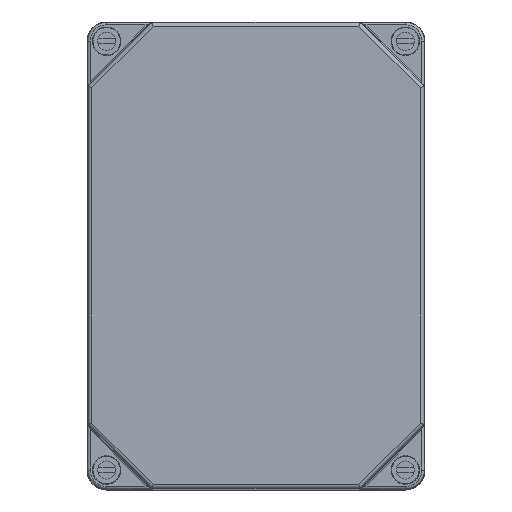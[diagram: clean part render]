
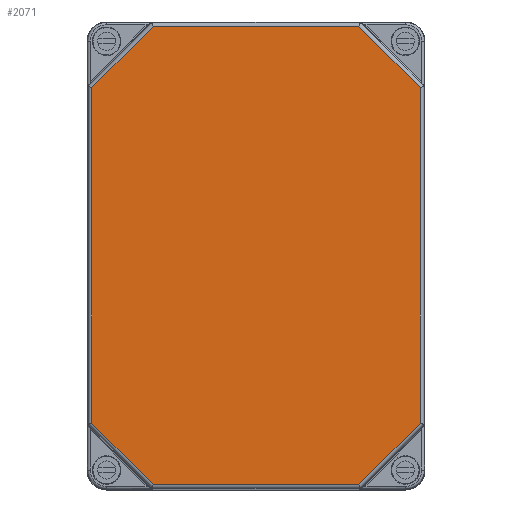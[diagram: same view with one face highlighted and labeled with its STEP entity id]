
A CAD part, top view. The second image highlights one B-rep face of the part: STEP entity #2071.
In plain terms, the highlighted planar face has unit normal (0, 0, 1).
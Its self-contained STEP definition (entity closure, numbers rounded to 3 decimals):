
#2071 = ADVANCED_FACE( '', ( #4287 ), #4288, .T. );
#4287 = FACE_OUTER_BOUND( '', #6482, .T. );
#4288 = PLANE( '', #6483 );
#6482 = EDGE_LOOP( '', ( #12166, #12167, #12168, #12169, #12170, #12171, #12172, #12173 ) );
#6483 = AXIS2_PLACEMENT_3D( '', #12174, #12175, #12176 );
#12166 = ORIENTED_EDGE( '', *, *, #14149, .T. );
#12167 = ORIENTED_EDGE( '', *, *, #14053, .F. );
#12168 = ORIENTED_EDGE( '', *, *, #13523, .T. );
#12169 = ORIENTED_EDGE( '', *, *, #13198, .F. );
#12170 = ORIENTED_EDGE( '', *, *, #14301, .T. );
#12171 = ORIENTED_EDGE( '', *, *, #14083, .T. );
#12172 = ORIENTED_EDGE( '', *, *, #13592, .T. );
#12173 = ORIENTED_EDGE( '', *, *, #13907, .T. );
#12174 = CARTESIAN_POINT( '', ( 0., 0., 92.5 ) );
#12175 = DIRECTION( '', ( 0., 0., 1. ) );
#12176 = DIRECTION( '', ( 1., 0., 0. ) );
#13198 = EDGE_CURVE( '', #16090, #16093, #16094, .T. );
#13523 = EDGE_CURVE( '', #16560, #16093, #16561, .T. );
#13592 = EDGE_CURVE( '', #16654, #16655, #16656, .T. );
#13907 = EDGE_CURVE( '', #16655, #17079, #17081, .T. );
#14053 = EDGE_CURVE( '', #16560, #17271, #17272, .T. );
#14083 = EDGE_CURVE( '', #17305, #16654, #17306, .T. );
#14149 = EDGE_CURVE( '', #17079, #17271, #17386, .T. );
#14301 = EDGE_CURVE( '', #16090, #17305, #17558, .T. );
#16090 = VERTEX_POINT( '', #19945 );
#16093 = VERTEX_POINT( '', #19948 );
#16094 = LINE( '', #19949, #19950 );
#16560 = VERTEX_POINT( '', #20636 );
#16561 = LINE( '', #20637, #20638 );
#16654 = VERTEX_POINT( '', #20767 );
#16655 = VERTEX_POINT( '', #20768 );
#16656 = LINE( '', #20769, #20770 );
#17079 = VERTEX_POINT( '', #21364 );
#17081 = LINE( '', #21366, #21367 );
#17271 = VERTEX_POINT( '', #21634 );
#17272 = LINE( '', #21635, #21636 );
#17305 = VERTEX_POINT( '', #21683 );
#17306 = LINE( '', #21684, #21685 );
#17386 = LINE( '', #21784, #21785 );
#17558 = LINE( '', #22058, #22059 );
#19945 = CARTESIAN_POINT( '', ( 63.182, 64.546, 92.5 ) );
#19948 = CARTESIAN_POINT( '', ( 63.182, -64.546, 92.5 ) );
#19949 = CARTESIAN_POINT( '', ( 63.182, 150., 92.5 ) );
#19950 = VECTOR( '', #23694, 1000. );
#20636 = CARTESIAN_POINT( '', ( 39.546, -88.182, 92.5 ) );
#20637 = CARTESIAN_POINT( '', ( 33.686, -94.042, 92.5 ) );
#20638 = VECTOR( '', #24066, 1000. );
#20767 = CARTESIAN_POINT( '', ( -39.546, 88.182, 92.5 ) );
#20768 = CARTESIAN_POINT( '', ( -63.182, 64.546, 92.5 ) );
#20769 = CARTESIAN_POINT( '', ( -33.686, 94.042, 92.5 ) );
#20770 = VECTOR( '', #24146, 1000. );
#21364 = CARTESIAN_POINT( '', ( -63.182, -64.546, 92.5 ) );
#21366 = CARTESIAN_POINT( '', ( -63.182, 150., 92.5 ) );
#21367 = VECTOR( '', #24491, 1000. );
#21634 = CARTESIAN_POINT( '', ( -39.546, -88.182, 92.5 ) );
#21635 = CARTESIAN_POINT( '', ( 100., -88.182, 92.5 ) );
#21636 = VECTOR( '', #24629, 1000. );
#21683 = CARTESIAN_POINT( '', ( 39.546, 88.182, 92.5 ) );
#21684 = CARTESIAN_POINT( '', ( 100., 88.182, 92.5 ) );
#21685 = VECTOR( '', #24654, 1000. );
#21784 = CARTESIAN_POINT( '', ( -69.042, -58.686, 92.5 ) );
#21785 = VECTOR( '', #24713, 1000. );
#22058 = CARTESIAN_POINT( '', ( 69.042, 58.686, 92.5 ) );
#22059 = VECTOR( '', #24828, 1000. );
#23694 = DIRECTION( '', ( 0., -1., 0. ) );
#24066 = DIRECTION( '', ( 0.707, 0.707, 0. ) );
#24146 = DIRECTION( '', ( -0.707, -0.707, 0. ) );
#24491 = DIRECTION( '', ( 0., -1., 0. ) );
#24629 = DIRECTION( '', ( -1., 0., 0. ) );
#24654 = DIRECTION( '', ( -1., 0., 0. ) );
#24713 = DIRECTION( '', ( 0.707, -0.707, 0. ) );
#24828 = DIRECTION( '', ( -0.707, 0.707, 0. ) );
